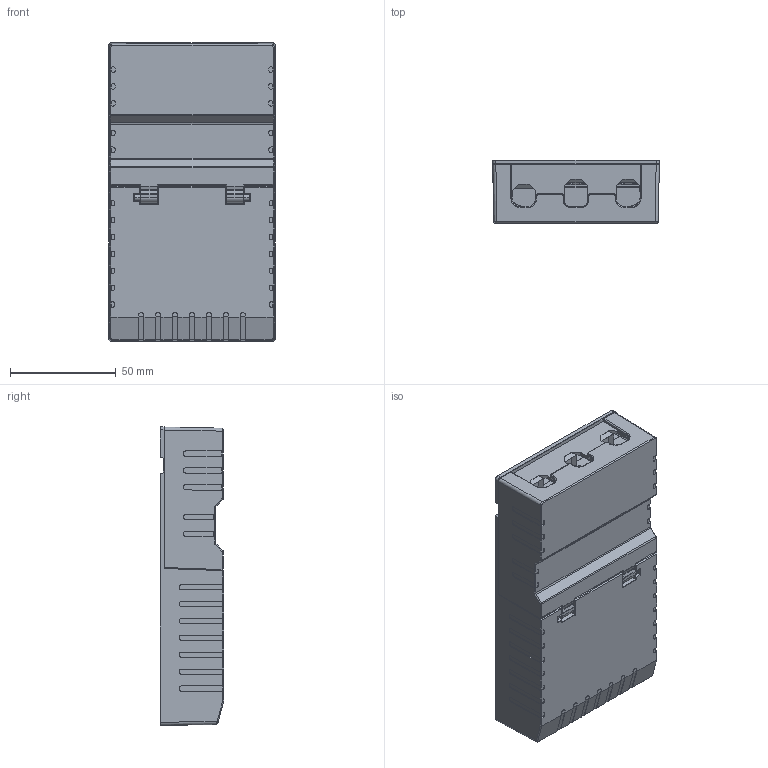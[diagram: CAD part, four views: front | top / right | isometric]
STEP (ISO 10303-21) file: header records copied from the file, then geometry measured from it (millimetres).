
FILE_DESCRIPTION(('Creo Elements/Direct Modeling STEP Export'),'2;1');
FILE_NAME('K3.3.stp','2021-02-08T 8:28:08',(''),(''),'PTC Creo Elements/Direct Modeling STEP processor for AP214 (Solid Model)','PTC Creo Elements/Direct Modeling 19.0E 27-Jun-2016 (C) Parametric Technology GmbH','');
FILE_SCHEMA(('AUTOMOTIVE_DESIGN { 1 0 10303 214 1 1 1 1 }'));
Length unit declared in the file: millimetre
Products named in the file (8): Top_part; Bottom_part; cord_grip_clip2; cord_grip_clip1; cord_grip_clip3; cord_grip_clip; cap; K3.3
Assembly tree (7 placements, depth 3):
  K3.3
    cap
    cord_grip_clip
      cord_grip_clip3
      cord_grip_clip1
      cord_grip_clip2
    Bottom_part
    Top_part
Bounding box: 79 x 30.05 x 141.6 mm (x, y, z)
Volume: 56878.7 mm3; surface area: 90162.7 mm2
Topology: 6 solids, 6 shells, 2354 faces, 6258 edges, 3885 vertices
Faces by surface type: plane 1256, cylinder 781, bspline 224, sphere 57, torus 16, extrusion 12, cone 8
Entity records: 101171 total; most frequent: CARTESIAN_POINT 25736, ORIENTED_EDGE 12380, DIRECTION 10994, EDGE_CURVE 6190, VECTOR 4116, LINE 4104, VERTEX_POINT 3885, AXIS2_PLACEMENT_3D 3439
